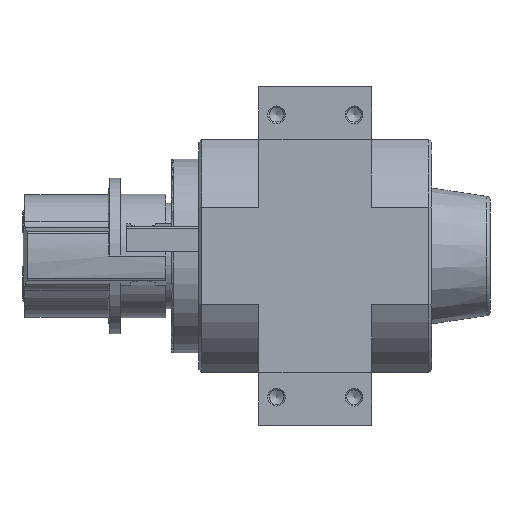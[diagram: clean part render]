
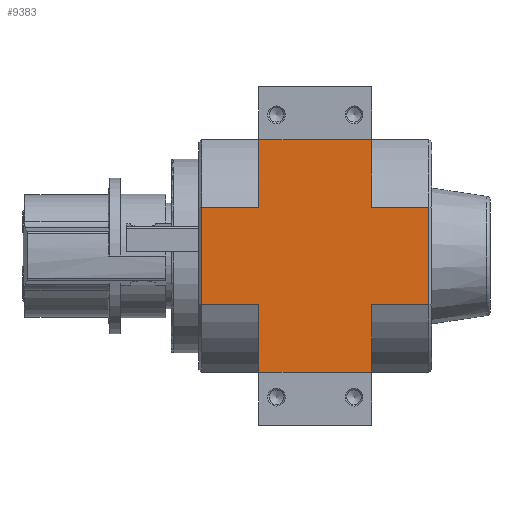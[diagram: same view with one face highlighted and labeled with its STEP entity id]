
A CAD part, left-side view. The second image highlights one B-rep face of the part: STEP entity #9383.
In plain terms, the highlighted face is planar.
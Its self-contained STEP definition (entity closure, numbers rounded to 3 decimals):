
#509=LINE('',#13905,#1045);
#514=LINE('',#13921,#1050);
#522=LINE('',#13936,#1058);
#523=LINE('',#13939,#1059);
#524=LINE('',#13941,#1060);
#525=LINE('',#13942,#1061);
#526=LINE('',#13944,#1062);
#527=LINE('',#13946,#1063);
#528=LINE('',#13948,#1064);
#529=LINE('',#13950,#1065);
#530=LINE('',#13951,#1066);
#531=LINE('',#13953,#1067);
#1045=VECTOR('',#11485,1000.);
#1050=VECTOR('',#11498,1000.);
#1058=VECTOR('',#11508,1000.);
#1059=VECTOR('',#11509,1000.);
#1060=VECTOR('',#11510,1000.);
#1061=VECTOR('',#11511,1000.);
#1062=VECTOR('',#11512,1000.);
#1063=VECTOR('',#11513,1000.);
#1064=VECTOR('',#11514,1000.);
#1065=VECTOR('',#11515,1000.);
#1066=VECTOR('',#11516,1000.);
#1067=VECTOR('',#11517,1000.);
#2014=ORIENTED_EDGE('',*,*,#3828,.T.);
#2015=ORIENTED_EDGE('',*,*,#3829,.F.);
#2016=ORIENTED_EDGE('',*,*,#3830,.T.);
#2017=ORIENTED_EDGE('',*,*,#3812,.T.);
#2018=ORIENTED_EDGE('',*,*,#3831,.F.);
#2019=ORIENTED_EDGE('',*,*,#3832,.F.);
#2020=ORIENTED_EDGE('',*,*,#3833,.F.);
#2021=ORIENTED_EDGE('',*,*,#3834,.F.);
#2022=ORIENTED_EDGE('',*,*,#3835,.F.);
#2023=ORIENTED_EDGE('',*,*,#3820,.T.);
#2024=ORIENTED_EDGE('',*,*,#3836,.T.);
#2025=ORIENTED_EDGE('',*,*,#3837,.F.);
#3812=EDGE_CURVE('',#4696,#4695,#509,.T.);
#3820=EDGE_CURVE('',#4703,#4702,#514,.T.);
#3828=EDGE_CURVE('',#4709,#4710,#522,.T.);
#3829=EDGE_CURVE('',#4711,#4710,#523,.F.);
#3830=EDGE_CURVE('',#4711,#4696,#524,.T.);
#3831=EDGE_CURVE('',#4712,#4695,#525,.T.);
#3832=EDGE_CURVE('',#4713,#4712,#526,.F.);
#3833=EDGE_CURVE('',#4714,#4713,#527,.T.);
#3834=EDGE_CURVE('',#4715,#4714,#528,.T.);
#3835=EDGE_CURVE('',#4703,#4715,#529,.T.);
#3836=EDGE_CURVE('',#4702,#4716,#530,.T.);
#3837=EDGE_CURVE('',#4709,#4716,#531,.T.);
#4695=VERTEX_POINT('',#13904);
#4696=VERTEX_POINT('',#13906);
#4702=VERTEX_POINT('',#13920);
#4703=VERTEX_POINT('',#13922);
#4709=VERTEX_POINT('',#13937);
#4710=VERTEX_POINT('',#13938);
#4711=VERTEX_POINT('',#13940);
#4712=VERTEX_POINT('',#13943);
#4713=VERTEX_POINT('',#13945);
#4714=VERTEX_POINT('',#13947);
#4715=VERTEX_POINT('',#13949);
#4716=VERTEX_POINT('',#13952);
#5496=EDGE_LOOP('',(#2014,#2015,#2016,#2017,#2018,#2019,#2020,#2021,#2022,
#2023,#2024,#2025));
#6086=FACE_BOUND('',#5496,.T.);
#6619=PLANE('',#10098);
#9383=ADVANCED_FACE('',(#6086),#6619,.T.);
#10098=AXIS2_PLACEMENT_3D('',#13935,#11506,#11507);
#11485=DIRECTION('',(0.,-1.,0.));
#11498=DIRECTION('',(0.,1.,0.));
#11506=DIRECTION('',(0.,0.,1.));
#11507=DIRECTION('',(1.,0.,0.));
#11508=DIRECTION('',(-1.,0.,0.));
#11509=DIRECTION('',(0.,-1.,0.));
#11510=DIRECTION('',(-1.,0.,0.));
#11511=DIRECTION('',(-1.,0.,0.));
#11512=DIRECTION('',(0.,-1.,0.));
#11513=DIRECTION('',(-1.,0.,0.));
#11514=DIRECTION('',(0.,-1.,0.));
#11515=DIRECTION('',(-1.,0.,0.));
#11516=DIRECTION('',(-1.,0.,0.));
#11517=DIRECTION('',(0.,-1.,0.));
#13904=CARTESIAN_POINT('',(-33.,-16.,33.));
#13905=CARTESIAN_POINT('',(-33.,32.2,33.));
#13906=CARTESIAN_POINT('',(-33.,16.,33.));
#13920=CARTESIAN_POINT('',(33.,16.,33.));
#13921=CARTESIAN_POINT('',(33.,-32.2,33.));
#13922=CARTESIAN_POINT('',(33.,-16.,33.));
#13935=CARTESIAN_POINT('',(0.,0.,33.));
#13936=CARTESIAN_POINT('',(33.,32.2,33.));
#13937=CARTESIAN_POINT('',(13.75,32.2,33.));
#13938=CARTESIAN_POINT('',(-13.75,32.2,33.));
#13939=CARTESIAN_POINT('',(-13.75,50.,33.));
#13940=CARTESIAN_POINT('',(-13.75,16.,33.));
#13941=CARTESIAN_POINT('',(0.,16.,33.));
#13942=CARTESIAN_POINT('',(0.,-16.,33.));
#13943=CARTESIAN_POINT('',(-13.75,-16.,33.));
#13944=CARTESIAN_POINT('',(-13.75,-16.,33.));
#13945=CARTESIAN_POINT('',(-13.75,-32.2,33.));
#13946=CARTESIAN_POINT('',(33.,-32.2,33.));
#13947=CARTESIAN_POINT('',(13.75,-32.2,33.));
#13948=CARTESIAN_POINT('',(13.75,-16.,33.));
#13949=CARTESIAN_POINT('',(13.75,-16.,33.));
#13950=CARTESIAN_POINT('',(0.,-16.,33.));
#13951=CARTESIAN_POINT('',(0.,16.,33.));
#13952=CARTESIAN_POINT('',(13.75,16.,33.));
#13953=CARTESIAN_POINT('',(13.75,50.,33.));
